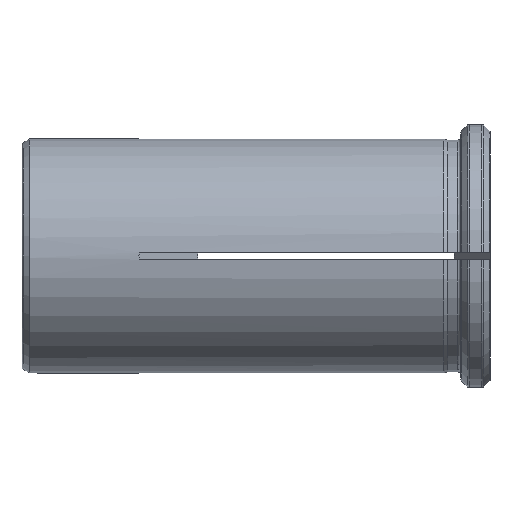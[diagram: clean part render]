
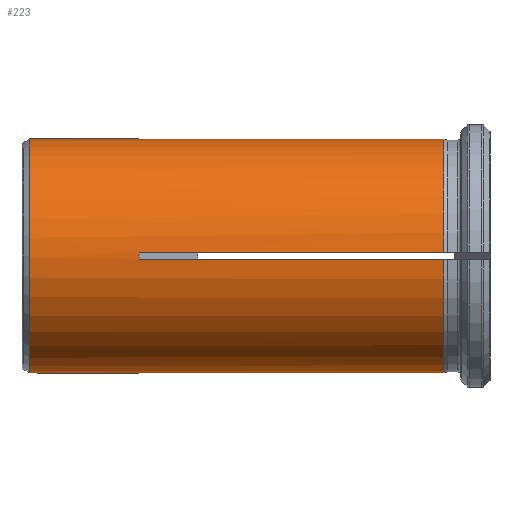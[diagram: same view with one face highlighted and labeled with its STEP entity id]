
A CAD part, front view. The second image highlights one B-rep face of the part: STEP entity #223.
In plain terms, the highlighted cylindrical face has radius 16 mm (diameter 32 mm), a full revolution.
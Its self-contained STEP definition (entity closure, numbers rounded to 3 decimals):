
#223=ADVANCED_FACE( '', ( #459, #460 ), #461, .T. );
#459=FACE_OUTER_BOUND( '', #694, .T. );
#460=FACE_OUTER_BOUND( '', #695, .T. );
#461=CYLINDRICAL_SURFACE( '', #696, 16. );
#694=EDGE_LOOP( '', ( #1327 ) );
#695=EDGE_LOOP( '', ( #1328, #1329, #1330, #1331, #1332, #1333, #1334, #1335, #1336, #1337, #1338, #1339, #1340, #1341, #1342, #1343 ) );
#696=AXIS2_PLACEMENT_3D( '', #1344, #1345, #1346 );
#1327=ORIENTED_EDGE( '', *, *, #1523, .F. );
#1328=ORIENTED_EDGE( '', *, *, #1662, .F. );
#1329=ORIENTED_EDGE( '', *, *, #1487, .T. );
#1330=ORIENTED_EDGE( '', *, *, #1418, .T. );
#1331=ORIENTED_EDGE( '', *, *, #1629, .F. );
#1332=ORIENTED_EDGE( '', *, *, #1484, .F. );
#1333=ORIENTED_EDGE( '', *, *, #1561, .T. );
#1334=ORIENTED_EDGE( '', *, *, #1660, .T. );
#1335=ORIENTED_EDGE( '', *, *, #1641, .F. );
#1336=ORIENTED_EDGE( '', *, *, #1505, .F. );
#1337=ORIENTED_EDGE( '', *, *, #1603, .T. );
#1338=ORIENTED_EDGE( '', *, *, #1669, .T. );
#1339=ORIENTED_EDGE( '', *, *, #1670, .F. );
#1340=ORIENTED_EDGE( '', *, *, #1574, .F. );
#1341=ORIENTED_EDGE( '', *, *, #1632, .T. );
#1342=ORIENTED_EDGE( '', *, *, #1664, .T. );
#1343=ORIENTED_EDGE( '', *, *, #1557, .F. );
#1344=CARTESIAN_POINT( '', ( -60., 0., 0. ) );
#1345=DIRECTION( '', ( 1., 0., 0. ) );
#1346=DIRECTION( '', ( 0., 0., 1. ) );
#1418=EDGE_CURVE( '', #1702, #1700, #1703, .F. );
#1484=EDGE_CURVE( '', #1818, #1814, #1820, .F. );
#1487=EDGE_CURVE( '', #1824, #1702, #1825, .T. );
#1505=EDGE_CURVE( '', #1853, #1855, #1856, .F. );
#1523=EDGE_CURVE( '', #1880, #1880, #1881, .F. );
#1557=EDGE_CURVE( '', #1937, #1939, #1940, .T. );
#1561=EDGE_CURVE( '', #1818, #1943, #1945, .T. );
#1574=EDGE_CURVE( '', #1961, #1963, #1964, .F. );
#1603=EDGE_CURVE( '', #1853, #1999, #2001, .T. );
#1629=EDGE_CURVE( '', #1814, #1700, #2033, .T. );
#1632=EDGE_CURVE( '', #1961, #2035, #2037, .T. );
#1641=EDGE_CURVE( '', #1855, #2048, #2049, .T. );
#1660=EDGE_CURVE( '', #1943, #2048, #2069, .F. );
#1662=EDGE_CURVE( '', #1824, #1937, #2071, .F. );
#1664=EDGE_CURVE( '', #2035, #1939, #2073, .F. );
#1669=EDGE_CURVE( '', #1999, #2079, #2080, .F. );
#1670=EDGE_CURVE( '', #1963, #2079, #2081, .T. );
#1700=VERTEX_POINT( '', #2119 );
#1702=VERTEX_POINT( '', #2122 );
#1703=ELLIPSE( '', #2123, 22.627, 16. );
#1814=VERTEX_POINT( '', #2313 );
#1818=VERTEX_POINT( '', #2320 );
#1820=CIRCLE( '', #2325, 16. );
#1824=VERTEX_POINT( '', #2330 );
#1825=LINE( '', #2331, #2332 );
#1853=VERTEX_POINT( '', #2397 );
#1855=VERTEX_POINT( '', #2402 );
#1856=CIRCLE( '', #2403, 16. );
#1880=VERTEX_POINT( '', #2448 );
#1881=CIRCLE( '', #2449, 16. );
#1937=VERTEX_POINT( '', #2554 );
#1939=VERTEX_POINT( '', #2559 );
#1940=LINE( '', #2560, #2561 );
#1943=VERTEX_POINT( '', #2565 );
#1945=LINE( '', #2568, #2569 );
#1961=VERTEX_POINT( '', #2607 );
#1963=VERTEX_POINT( '', #2612 );
#1964=CIRCLE( '', #2613, 16. );
#1999=VERTEX_POINT( '', #2680 );
#2001=LINE( '', #2683, #2684 );
#2033=LINE( '', #2746, #2747 );
#2035=VERTEX_POINT( '', #2749 );
#2037=LINE( '', #2752, #2753 );
#2048=VERTEX_POINT( '', #2786 );
#2049=LINE( '', #2787, #2788 );
#2069=ELLIPSE( '', #2814, 22.627, 16. );
#2071=CIRCLE( '', #2816, 16. );
#2073=ELLIPSE( '', #2818, 22.627, 16. );
#2079=VERTEX_POINT( '', #2824 );
#2080=ELLIPSE( '', #2825, 22.627, 16. );
#2081=LINE( '', #2826, #2827 );
#2119=CARTESIAN_POINT( '', ( -43.992, -15.992, 0.5 ) );
#2122=CARTESIAN_POINT( '', ( -43.992, -15.992, -0.5 ) );
#2123=AXIS2_PLACEMENT_3D( '', #2854, #2855, #2856 );
#2313=CARTESIAN_POINT( '', ( -2.313, -15.992, 0.5 ) );
#2320=CARTESIAN_POINT( '', ( -2.313, -0.5, 15.992 ) );
#2325=AXIS2_PLACEMENT_3D( '', #2937, #2938, #2939 );
#2330=CARTESIAN_POINT( '', ( -2.313, -15.992, -0.5 ) );
#2331=CARTESIAN_POINT( '', ( -60., -15.992, -0.5 ) );
#2332=VECTOR( '', #2941, 1000. );
#2397=CARTESIAN_POINT( '', ( -2.313, 15.992, 0.5 ) );
#2402=CARTESIAN_POINT( '', ( -2.313, 0.5, 15.992 ) );
#2403=AXIS2_PLACEMENT_3D( '', #2951, #2952, #2953 );
#2448=CARTESIAN_POINT( '', ( -58.986, 0., -16. ) );
#2449=AXIS2_PLACEMENT_3D( '', #2970, #2971, #2972 );
#2554=CARTESIAN_POINT( '', ( -2.313, -0.5, -15.992 ) );
#2559=CARTESIAN_POINT( '', ( -43.992, -0.5, -15.992 ) );
#2560=CARTESIAN_POINT( '', ( -60., -0.5, -15.992 ) );
#2561=VECTOR( '', #3012, 1000. );
#2565=CARTESIAN_POINT( '', ( -43.992, -0.5, 15.992 ) );
#2568=CARTESIAN_POINT( '', ( -60., -0.5, 15.992 ) );
#2569=VECTOR( '', #3015, 1000. );
#2607=CARTESIAN_POINT( '', ( -2.313, 0.5, -15.992 ) );
#2612=CARTESIAN_POINT( '', ( -2.313, 15.992, -0.5 ) );
#2613=AXIS2_PLACEMENT_3D( '', #3022, #3023, #3024 );
#2680=CARTESIAN_POINT( '', ( -43.992, 15.992, 0.5 ) );
#2683=CARTESIAN_POINT( '', ( -60., 15.992, 0.5 ) );
#2684=VECTOR( '', #3054, 1000. );
#2746=CARTESIAN_POINT( '', ( -60., -15.992, 0.5 ) );
#2747=VECTOR( '', #3077, 1000. );
#2749=CARTESIAN_POINT( '', ( -43.992, 0.5, -15.992 ) );
#2752=CARTESIAN_POINT( '', ( -60., 0.5, -15.992 ) );
#2753=VECTOR( '', #3079, 1000. );
#2786=CARTESIAN_POINT( '', ( -43.992, 0.5, 15.992 ) );
#2787=CARTESIAN_POINT( '', ( -60., 0.5, 15.992 ) );
#2788=VECTOR( '', #3083, 1000. );
#2814=AXIS2_PLACEMENT_3D( '', #3097, #3098, #3099 );
#2816=AXIS2_PLACEMENT_3D( '', #3100, #3101, #3102 );
#2818=AXIS2_PLACEMENT_3D( '', #3103, #3104, #3105 );
#2824=CARTESIAN_POINT( '', ( -43.992, 15.992, -0.5 ) );
#2825=AXIS2_PLACEMENT_3D( '', #3109, #3110, #3111 );
#2826=CARTESIAN_POINT( '', ( -60., 15.992, -0.5 ) );
#2827=VECTOR( '', #3112, 1000. );
#2854=CARTESIAN_POINT( '', ( -28., 0., 0. ) );
#2855=DIRECTION( '', ( 0.707, -0.707, 0. ) );
#2856=DIRECTION( '', ( -0.707, -0.707, 0. ) );
#2937=CARTESIAN_POINT( '', ( -2.313, 0., 0. ) );
#2938=DIRECTION( '', ( -1., 0., 0. ) );
#2939=DIRECTION( '', ( 0., 0., 1. ) );
#2941=DIRECTION( '', ( -1., 0., 0. ) );
#2951=CARTESIAN_POINT( '', ( -2.313, 0., 0. ) );
#2952=DIRECTION( '', ( -1., 0., 0. ) );
#2953=DIRECTION( '', ( 0., 0., 1. ) );
#2970=CARTESIAN_POINT( '', ( -58.986, 0., 0. ) );
#2971=DIRECTION( '', ( 1., 0., 0. ) );
#2972=DIRECTION( '', ( 0., 0., -1. ) );
#3012=DIRECTION( '', ( -1., 0., 0. ) );
#3015=DIRECTION( '', ( -1., 0., 0. ) );
#3022=CARTESIAN_POINT( '', ( -2.313, 0., 0. ) );
#3023=DIRECTION( '', ( -1., 0., 0. ) );
#3024=DIRECTION( '', ( 0., 0., 1. ) );
#3054=DIRECTION( '', ( -1., 0., 0. ) );
#3077=DIRECTION( '', ( -1., 0., 0. ) );
#3079=DIRECTION( '', ( -1., 0., 0. ) );
#3083=DIRECTION( '', ( -1., 0., 0. ) );
#3097=CARTESIAN_POINT( '', ( -28., 0., 0. ) );
#3098=DIRECTION( '', ( 0.707, 0., 0.707 ) );
#3099=DIRECTION( '', ( -0.707, 0., 0.707 ) );
#3100=CARTESIAN_POINT( '', ( -2.313, 0., 0. ) );
#3101=DIRECTION( '', ( -1., 0., 0. ) );
#3102=DIRECTION( '', ( 0., 0., 1. ) );
#3103=CARTESIAN_POINT( '', ( -28., 0., 0. ) );
#3104=DIRECTION( '', ( 0.707, 0., -0.707 ) );
#3105=DIRECTION( '', ( -0.707, 0., -0.707 ) );
#3109=CARTESIAN_POINT( '', ( -28., 0., 0. ) );
#3110=DIRECTION( '', ( 0.707, 0.707, 0. ) );
#3111=DIRECTION( '', ( -0.707, 0.707, 0. ) );
#3112=DIRECTION( '', ( -1., 0., 0. ) );
